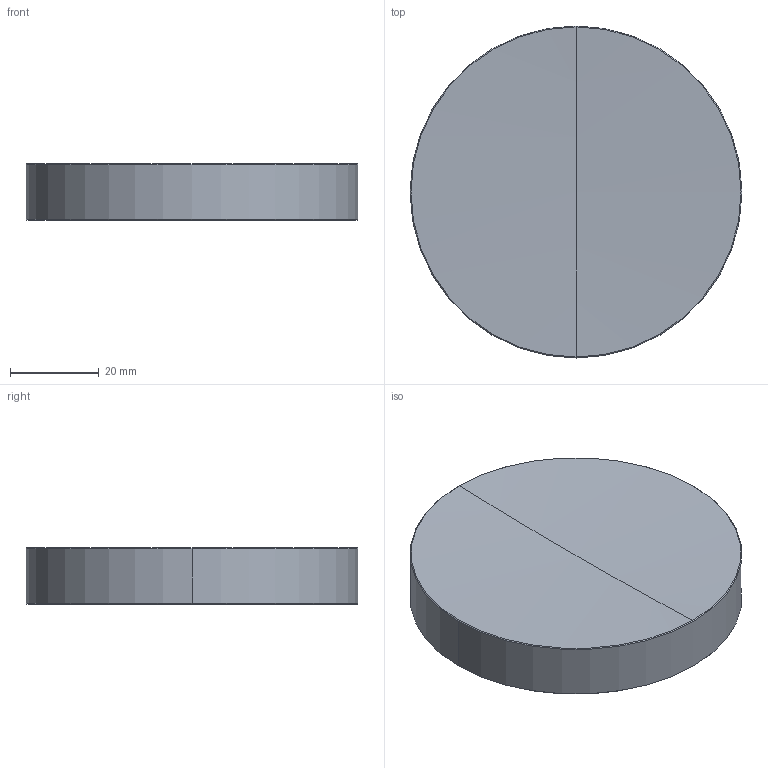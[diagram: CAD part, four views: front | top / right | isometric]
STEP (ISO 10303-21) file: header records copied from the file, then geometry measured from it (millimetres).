
FILE_DESCRIPTION (( 'STEP AP214' ), '1' );
FILE_NAME ('22205-E0W.STEP', '2011-04-13T15:56:51', ( 'Admin' ), ( 'Thorlabs, Inc.' ), 'SwSTEP 2.0', 'SolidWorks 2011', '' );
FILE_SCHEMA (( 'AUTOMOTIVE_DESIGN' ));
Length unit declared in the file: inch
Products named in the file (1): 22205-E0W
Bounding box: 75 x 75 x 12.7 mm (x, y, z)
Volume: 54558.5 mm3; surface area: 11774 mm2
Topology: 1 solids, 1 shells, 270 faces, 711 edges, 473 vertices
Faces by surface type: plane 147, bspline 115, cone 4, sphere 2, cylinder 2
Entity records: 18383 total; most frequent: CARTESIAN_POINT 8930, ORIENTED_EDGE 1422, DIRECTION 805, EDGE_CURVE 711, VERTEX_POINT 473, VECTOR 469, LINE 469, EDGE_LOOP 300
